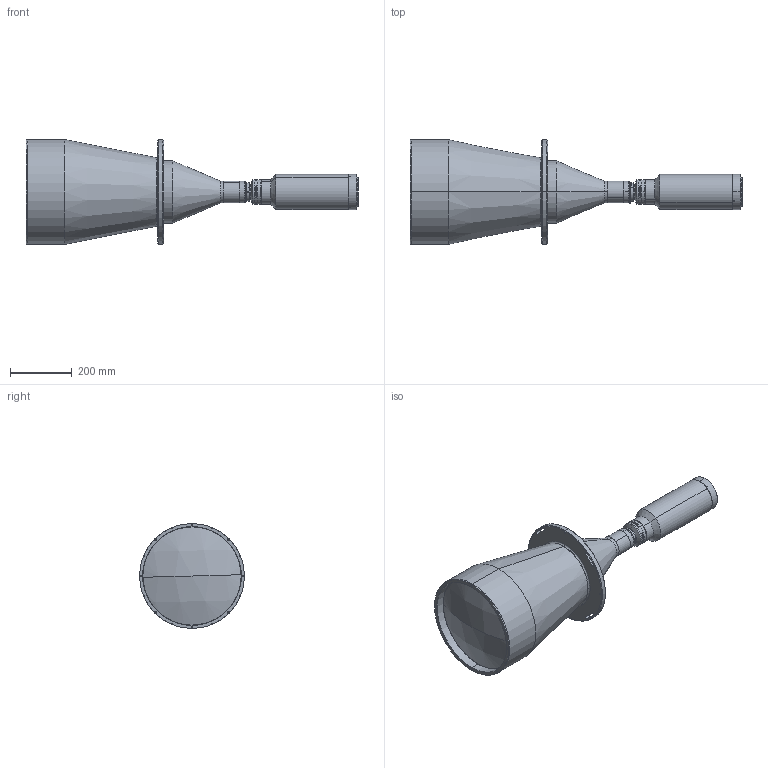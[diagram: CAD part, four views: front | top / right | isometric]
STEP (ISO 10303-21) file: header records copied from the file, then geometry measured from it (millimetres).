
FILE_DESCRIPTION (( 'STEP AP203' ), '1' );
FILE_NAME ('XF-PTL31082-M95-12-VI.STEP', '2019-06-14T01:57:44', ( 'puyufan' ), ( '' ), 'SwSTEP 2.0', 'SolidWorks 2014', '' );
FILE_SCHEMA (( 'CONFIG_CONTROL_DESIGN' ));
Length unit declared in the file: millimetre
Products named in the file (1): XF-PTL31082-M95-12-VI
Bounding box: 1076.74 x 340 x 340 mm (x, y, z)
Surface area: 965906.2 mm2 (no closed solid volume)
Topology: 0 solids, 77 shells, 336 faces, 1914 edges, 1621 vertices
Faces by surface type: cylinder 202, plane 74, cone 38, torus 20, sphere 2
Entity records: 28001 total; most frequent: CARTESIAN_POINT 13601, DIRECTION 2920, ORIENTED_EDGE 2492, EDGE_CURVE 1910, VERTEX_POINT 1621, AXIS2_PLACEMENT_3D 1138, CIRCLE 801, LINE 644
